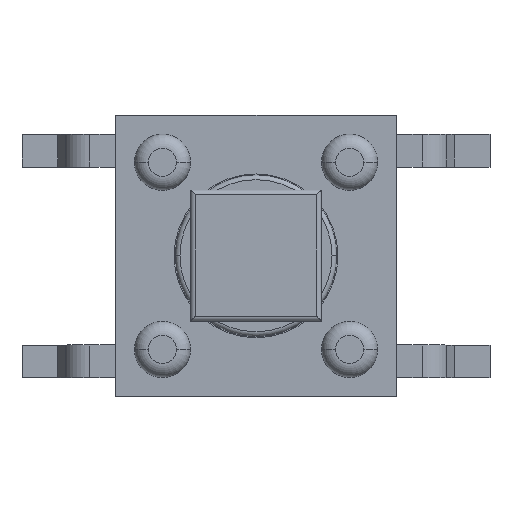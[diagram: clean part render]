
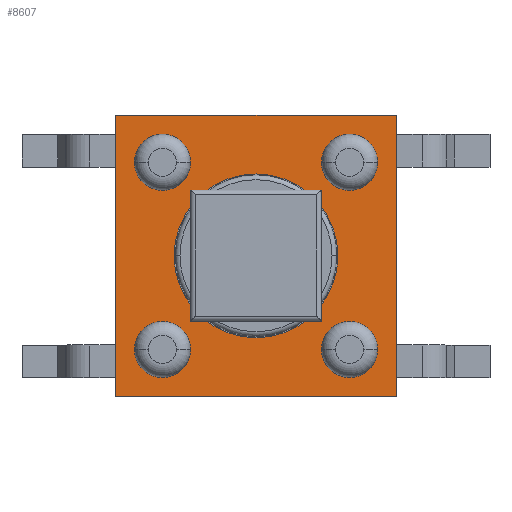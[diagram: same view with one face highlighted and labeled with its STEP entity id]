
A CAD part, top view. The second image highlights one B-rep face of the part: STEP entity #8607.
In plain terms, the highlighted planar face has unit normal (0, 0, 1).
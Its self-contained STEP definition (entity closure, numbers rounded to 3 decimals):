
#51 = CARTESIAN_POINT ( 'NONE',  ( -2., -2., 3.6 ) ) ;
#285 = ORIENTED_EDGE ( 'NONE', *, *, #7018, .F. ) ;
#387 = VERTEX_POINT ( 'NONE', #4505 ) ;
#522 = CARTESIAN_POINT ( 'NONE',  ( 1.4, 2., 3.6 ) ) ;
#560 = CIRCLE ( 'NONE', #11452, 1.75 ) ;
#654 = ORIENTED_EDGE ( 'NONE', *, *, #18563, .F. ) ;
#665 = PLANE ( 'NONE',  #16548 ) ;
#704 = EDGE_CURVE ( 'NONE', #13516, #12517, #9121, .T. ) ;
#921 = VECTOR ( 'NONE', #16542, 1000. ) ;
#1020 = EDGE_CURVE ( 'NONE', #10332, #13516, #7361, .T. ) ;
#1136 = CIRCLE ( 'NONE', #5272, 0.6 ) ;
#1380 = EDGE_LOOP ( 'NONE', ( #8474, #3636 ) ) ;
#1397 = AXIS2_PLACEMENT_3D ( 'NONE', #7560, #17797, #2742 ) ;
#1525 = EDGE_LOOP ( 'NONE', ( #15362, #3442, #16827, #16732 ) ) ;
#1974 = FACE_BOUND ( 'NONE', #9849, .T. ) ;
#2092 = ORIENTED_EDGE ( 'NONE', *, *, #8661, .F. ) ;
#2215 = ORIENTED_EDGE ( 'NONE', *, *, #8873, .F. ) ;
#2287 = DIRECTION ( 'NONE',  ( 0., 0., 1. ) ) ;
#2529 = VERTEX_POINT ( 'NONE', #522 ) ;
#2538 = ORIENTED_EDGE ( 'NONE', *, *, #16426, .F. ) ;
#2572 = EDGE_CURVE ( 'NONE', #11103, #10332, #12773, .T. ) ;
#2634 = CARTESIAN_POINT ( 'NONE',  ( -3., 3., 3.6 ) ) ;
#2685 = VERTEX_POINT ( 'NONE', #2707 ) ;
#2707 = CARTESIAN_POINT ( 'NONE',  ( -2.6, 2., 3.6 ) ) ;
#2712 = AXIS2_PLACEMENT_3D ( 'NONE', #3783, #5287, #11429 ) ;
#2742 = DIRECTION ( 'NONE',  ( -1., 0., 0. ) ) ;
#2805 = CARTESIAN_POINT ( 'NONE',  ( 1.4, -2., 3.6 ) ) ;
#2826 = CARTESIAN_POINT ( 'NONE',  ( -2., 2., 3.6 ) ) ;
#2859 = EDGE_LOOP ( 'NONE', ( #16880, #2092 ) ) ;
#3385 = DIRECTION ( 'NONE',  ( 0., 0., 1. ) ) ;
#3431 = CIRCLE ( 'NONE', #14658, 0.6 ) ;
#3442 = ORIENTED_EDGE ( 'NONE', *, *, #6619, .T. ) ;
#3544 = CARTESIAN_POINT ( 'NONE',  ( 2.6, 2., 3.6 ) ) ;
#3636 = ORIENTED_EDGE ( 'NONE', *, *, #14981, .F. ) ;
#3783 = CARTESIAN_POINT ( 'NONE',  ( 2., 2., 3.6 ) ) ;
#4505 = CARTESIAN_POINT ( 'NONE',  ( -1.75, 0., 3.6 ) ) ;
#4810 = EDGE_CURVE ( 'NONE', #12787, #2685, #8205, .T. ) ;
#4822 = CARTESIAN_POINT ( 'NONE',  ( 0., 0., 3.6 ) ) ;
#4882 = CIRCLE ( 'NONE', #1397, 0.6 ) ;
#4940 = VECTOR ( 'NONE', #15539, 1000. ) ;
#5272 = AXIS2_PLACEMENT_3D ( 'NONE', #17046, #3385, #16957 ) ;
#5287 = DIRECTION ( 'NONE',  ( 0., 0., 1. ) ) ;
#5419 = VECTOR ( 'NONE', #19596, 1000. ) ;
#6218 = CARTESIAN_POINT ( 'NONE',  ( 2., -2., 3.6 ) ) ;
#6465 = FACE_BOUND ( 'NONE', #16586, .T. ) ;
#6619 = EDGE_CURVE ( 'NONE', #12517, #11103, #16935, .T. ) ;
#6679 = DIRECTION ( 'NONE',  ( 0., 0., 1. ) ) ;
#6748 = EDGE_LOOP ( 'NONE', ( #285, #17217 ) ) ;
#7018 = EDGE_CURVE ( 'NONE', #2685, #12787, #8637, .T. ) ;
#7077 = DIRECTION ( 'NONE',  ( 0., 0., 1. ) ) ;
#7361 = LINE ( 'NONE', #2634, #5419 ) ;
#7560 = CARTESIAN_POINT ( 'NONE',  ( 2., -2., 3.6 ) ) ;
#7569 = DIRECTION ( 'NONE',  ( -1., 0., 0. ) ) ;
#8080 = CARTESIAN_POINT ( 'NONE',  ( 1.75, 0., 3.6 ) ) ;
#8205 = CIRCLE ( 'NONE', #12058, 0.6 ) ;
#8474 = ORIENTED_EDGE ( 'NONE', *, *, #19505, .F. ) ;
#8607 = ADVANCED_FACE ( 'NONE', ( #1974, #15885, #9790, #19010, #6465, #12914 ), #665, .T. ) ;
#8610 = VECTOR ( 'NONE', #15748, 1000. ) ;
#8612 = VERTEX_POINT ( 'NONE', #3544 ) ;
#8637 = CIRCLE ( 'NONE', #12158, 0.6 ) ;
#8661 = EDGE_CURVE ( 'NONE', #18119, #12870, #9839, .T. ) ;
#8873 = EDGE_CURVE ( 'NONE', #9906, #15195, #16561, .T. ) ;
#8946 = DIRECTION ( 'NONE',  ( 0., 0., 1. ) ) ;
#9026 = CARTESIAN_POINT ( 'NONE',  ( -2.6, -2., 3.6 ) ) ;
#9121 = LINE ( 'NONE', #12544, #4940 ) ;
#9271 = DIRECTION ( 'NONE',  ( 0., 0., 1. ) ) ;
#9448 = EDGE_CURVE ( 'NONE', #12870, #18119, #3431, .T. ) ;
#9524 = VERTEX_POINT ( 'NONE', #8080 ) ;
#9532 = DIRECTION ( 'NONE',  ( -1., 0., 0. ) ) ;
#9790 = FACE_BOUND ( 'NONE', #6748, .T. ) ;
#9839 = CIRCLE ( 'NONE', #15270, 0.6 ) ;
#9849 = EDGE_LOOP ( 'NONE', ( #2215, #654 ) ) ;
#9906 = VERTEX_POINT ( 'NONE', #2805 ) ;
#10332 = VERTEX_POINT ( 'NONE', #13763 ) ;
#10423 = CARTESIAN_POINT ( 'NONE',  ( 3., -3., 3.6 ) ) ;
#11103 = VERTEX_POINT ( 'NONE', #17540 ) ;
#11429 = DIRECTION ( 'NONE',  ( 1., 0., 0. ) ) ;
#11452 = AXIS2_PLACEMENT_3D ( 'NONE', #15906, #2287, #12837 ) ;
#11655 = CARTESIAN_POINT ( 'NONE',  ( -1.4, 2., 3.6 ) ) ;
#11978 = CARTESIAN_POINT ( 'NONE',  ( 3., -3., 3.6 ) ) ;
#12058 = AXIS2_PLACEMENT_3D ( 'NONE', #15384, #17080, #7569 ) ;
#12158 = AXIS2_PLACEMENT_3D ( 'NONE', #2826, #8946, #13539 ) ;
#12517 = VERTEX_POINT ( 'NONE', #11978 ) ;
#12544 = CARTESIAN_POINT ( 'NONE',  ( -3., -3., 3.6 ) ) ;
#12740 = AXIS2_PLACEMENT_3D ( 'NONE', #6218, #15546, #9532 ) ;
#12773 = LINE ( 'NONE', #15649, #8610 ) ;
#12787 = VERTEX_POINT ( 'NONE', #11655 ) ;
#12837 = DIRECTION ( 'NONE',  ( 1., 0., 0. ) ) ;
#12870 = VERTEX_POINT ( 'NONE', #9026 ) ;
#12914 = FACE_OUTER_BOUND ( 'NONE', #1525, .T. ) ;
#13136 = CARTESIAN_POINT ( 'NONE',  ( 2.6, -2., 3.6 ) ) ;
#13516 = VERTEX_POINT ( 'NONE', #14847 ) ;
#13539 = DIRECTION ( 'NONE',  ( -1., 0., 0. ) ) ;
#13683 = DIRECTION ( 'NONE',  ( 0., 0., 1. ) ) ;
#13763 = CARTESIAN_POINT ( 'NONE',  ( -3., 3., 3.6 ) ) ;
#14195 = CARTESIAN_POINT ( 'NONE',  ( -1.4, -2., 3.6 ) ) ;
#14397 = DIRECTION ( 'NONE',  ( 1., 0., 0. ) ) ;
#14658 = AXIS2_PLACEMENT_3D ( 'NONE', #51, #13683, #19836 ) ;
#14687 = CARTESIAN_POINT ( 'NONE',  ( -2., -2., 3.6 ) ) ;
#14847 = CARTESIAN_POINT ( 'NONE',  ( -3., -3., 3.6 ) ) ;
#14926 = ORIENTED_EDGE ( 'NONE', *, *, #17663, .F. ) ;
#14981 = EDGE_CURVE ( 'NONE', #8612, #2529, #1136, .T. ) ;
#15195 = VERTEX_POINT ( 'NONE', #13136 ) ;
#15270 = AXIS2_PLACEMENT_3D ( 'NONE', #14687, #7077, #17617 ) ;
#15362 = ORIENTED_EDGE ( 'NONE', *, *, #704, .T. ) ;
#15384 = CARTESIAN_POINT ( 'NONE',  ( -2., 2., 3.6 ) ) ;
#15539 = DIRECTION ( 'NONE',  ( 1., 0., 0. ) ) ;
#15546 = DIRECTION ( 'NONE',  ( 0., 0., 1. ) ) ;
#15592 = CARTESIAN_POINT ( 'NONE',  ( 0., 0., 3.6 ) ) ;
#15649 = CARTESIAN_POINT ( 'NONE',  ( 3., 3., 3.6 ) ) ;
#15748 = DIRECTION ( 'NONE',  ( -1., 0., 0. ) ) ;
#15885 = FACE_BOUND ( 'NONE', #1380, .T. ) ;
#15906 = CARTESIAN_POINT ( 'NONE',  ( 0., 0., 3.6 ) ) ;
#16163 = CIRCLE ( 'NONE', #2712, 0.6 ) ;
#16383 = CIRCLE ( 'NONE', #18000, 1.75 ) ;
#16426 = EDGE_CURVE ( 'NONE', #387, #9524, #560, .T. ) ;
#16542 = DIRECTION ( 'NONE',  ( 0., 1., 0. ) ) ;
#16548 = AXIS2_PLACEMENT_3D ( 'NONE', #15592, #6679, #14397 ) ;
#16561 = CIRCLE ( 'NONE', #12740, 0.6 ) ;
#16586 = EDGE_LOOP ( 'NONE', ( #14926, #2538 ) ) ;
#16732 = ORIENTED_EDGE ( 'NONE', *, *, #1020, .T. ) ;
#16827 = ORIENTED_EDGE ( 'NONE', *, *, #2572, .T. ) ;
#16880 = ORIENTED_EDGE ( 'NONE', *, *, #9448, .F. ) ;
#16935 = LINE ( 'NONE', #10423, #921 ) ;
#16957 = DIRECTION ( 'NONE',  ( 1., 0., 0. ) ) ;
#17046 = CARTESIAN_POINT ( 'NONE',  ( 2., 2., 3.6 ) ) ;
#17080 = DIRECTION ( 'NONE',  ( 0., 0., 1. ) ) ;
#17217 = ORIENTED_EDGE ( 'NONE', *, *, #4810, .F. ) ;
#17540 = CARTESIAN_POINT ( 'NONE',  ( 3., 3., 3.6 ) ) ;
#17617 = DIRECTION ( 'NONE',  ( 1., 0., 0. ) ) ;
#17663 = EDGE_CURVE ( 'NONE', #9524, #387, #16383, .T. ) ;
#17797 = DIRECTION ( 'NONE',  ( 0., 0., 1. ) ) ;
#18000 = AXIS2_PLACEMENT_3D ( 'NONE', #4822, #9271, #18401 ) ;
#18119 = VERTEX_POINT ( 'NONE', #14195 ) ;
#18401 = DIRECTION ( 'NONE',  ( 1., 0., 0. ) ) ;
#18563 = EDGE_CURVE ( 'NONE', #15195, #9906, #4882, .T. ) ;
#19010 = FACE_BOUND ( 'NONE', #2859, .T. ) ;
#19505 = EDGE_CURVE ( 'NONE', #2529, #8612, #16163, .T. ) ;
#19596 = DIRECTION ( 'NONE',  ( 0., -1., 0. ) ) ;
#19836 = DIRECTION ( 'NONE',  ( 1., 0., 0. ) ) ;
